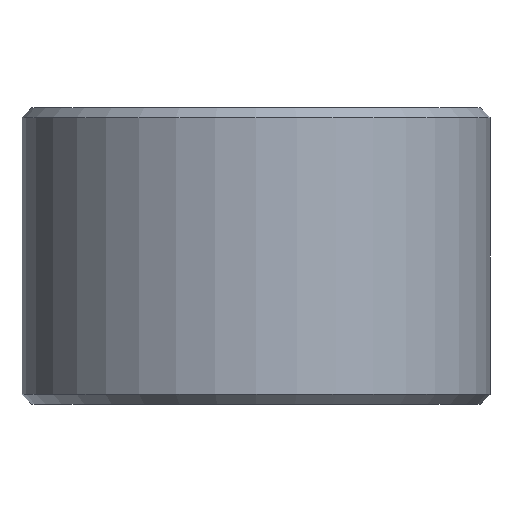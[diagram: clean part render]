
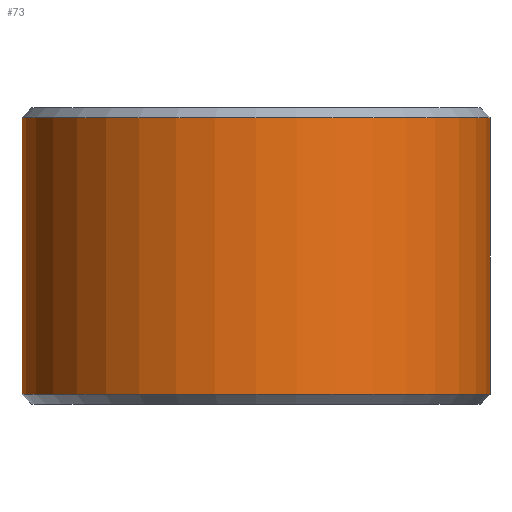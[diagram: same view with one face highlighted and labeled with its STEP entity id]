
A CAD part, front view. The second image highlights one B-rep face of the part: STEP entity #73.
In plain terms, the highlighted cylindrical face has radius 6 mm (diameter 12 mm), a partial arc.
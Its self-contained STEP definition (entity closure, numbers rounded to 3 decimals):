
#21 = DIRECTION ( 'NONE',  ( 1., 0., 0. ) ) ;
#23 = AXIS2_PLACEMENT_3D ( 'NONE', #282, #158, #21 ) ;
#33 = EDGE_LOOP ( 'NONE', ( #118, #179, #215, #122 ) ) ;
#40 = CYLINDRICAL_SURFACE ( 'NONE', #137, 6. ) ;
#41 = FACE_OUTER_BOUND ( 'NONE', #33, .T. ) ;
#51 = EDGE_CURVE ( 'NONE', #251, #70, #60, .T. ) ;
#60 = CIRCLE ( 'NONE', #312, 6. ) ;
#63 = VECTOR ( 'NONE', #223, 1000. ) ;
#66 = CARTESIAN_POINT ( 'NONE',  ( 0., 0., 3.8 ) ) ;
#70 = VERTEX_POINT ( 'NONE', #165 ) ;
#72 = DIRECTION ( 'NONE',  ( -1., 0., 0. ) ) ;
#73 = ADVANCED_FACE ( 'NONE', ( #41 ), #40, .T. ) ;
#75 = LINE ( 'NONE', #291, #314 ) ;
#77 = CARTESIAN_POINT ( 'NONE',  ( 6., 0., 3.55 ) ) ;
#78 = CARTESIAN_POINT ( 'NONE',  ( 6., 0., -3.55 ) ) ;
#90 = CARTESIAN_POINT ( 'NONE',  ( -6., 0., -3.55 ) ) ;
#102 = CIRCLE ( 'NONE', #23, 6. ) ;
#106 = CARTESIAN_POINT ( 'NONE',  ( 6., 0., 3.8 ) ) ;
#118 = ORIENTED_EDGE ( 'NONE', *, *, #194, .F. ) ;
#122 = ORIENTED_EDGE ( 'NONE', *, *, #297, .T. ) ;
#125 = VERTEX_POINT ( 'NONE', #78 ) ;
#137 = AXIS2_PLACEMENT_3D ( 'NONE', #66, #263, #72 ) ;
#146 = EDGE_CURVE ( 'NONE', #70, #239, #75, .T. ) ;
#158 = DIRECTION ( 'NONE',  ( 0., 0., 1. ) ) ;
#165 = CARTESIAN_POINT ( 'NONE',  ( -6., 0., 3.55 ) ) ;
#179 = ORIENTED_EDGE ( 'NONE', *, *, #51, .T. ) ;
#188 = DIRECTION ( 'NONE',  ( 0., 0., -1. ) ) ;
#194 = EDGE_CURVE ( 'NONE', #251, #125, #201, .T. ) ;
#201 = LINE ( 'NONE', #106, #63 ) ;
#215 = ORIENTED_EDGE ( 'NONE', *, *, #146, .T. ) ;
#223 = DIRECTION ( 'NONE',  ( 0., 0., -1. ) ) ;
#239 = VERTEX_POINT ( 'NONE', #90 ) ;
#242 = DIRECTION ( 'NONE',  ( 0., 0., -1. ) ) ;
#251 = VERTEX_POINT ( 'NONE', #77 ) ;
#263 = DIRECTION ( 'NONE',  ( 0., 0., -1. ) ) ;
#265 = CARTESIAN_POINT ( 'NONE',  ( 0., 0., 3.55 ) ) ;
#282 = CARTESIAN_POINT ( 'NONE',  ( 0., 0., -3.55 ) ) ;
#290 = DIRECTION ( 'NONE',  ( 1., 0., 0. ) ) ;
#291 = CARTESIAN_POINT ( 'NONE',  ( -6., 0., 3.8 ) ) ;
#297 = EDGE_CURVE ( 'NONE', #239, #125, #102, .T. ) ;
#312 = AXIS2_PLACEMENT_3D ( 'NONE', #265, #188, #290 ) ;
#314 = VECTOR ( 'NONE', #242, 1000. ) ;
